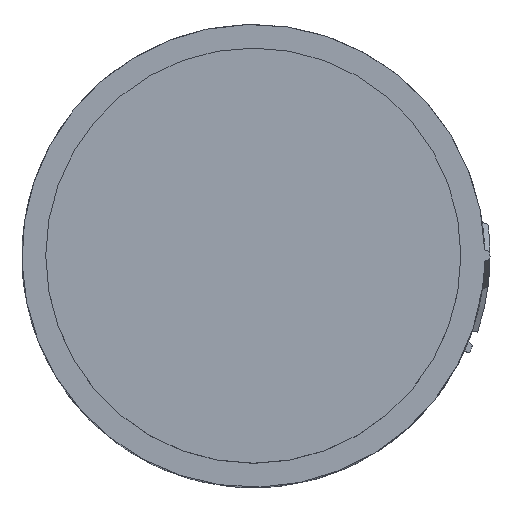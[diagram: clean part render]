
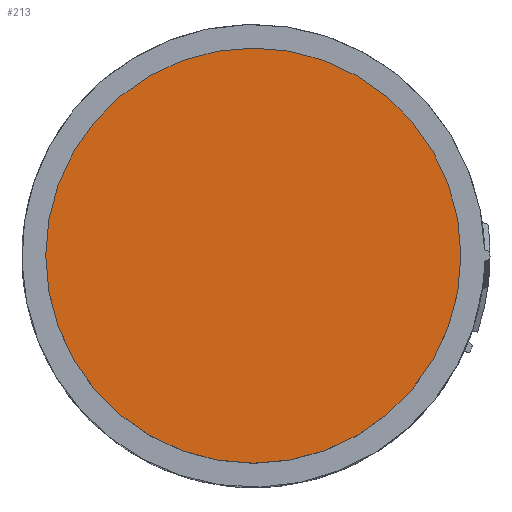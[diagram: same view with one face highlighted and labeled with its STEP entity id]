
A CAD part, top view. The second image highlights one B-rep face of the part: STEP entity #213.
In plain terms, the highlighted planar face has unit normal (0, 0, 1).
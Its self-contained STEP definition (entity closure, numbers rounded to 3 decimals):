
#185=PLANE('',#496);
#197=FACE_OUTER_BOUND('',#254,.T.);
#213=ADVANCED_FACE('',(#197),#185,.T.);
#254=EDGE_LOOP('',(#310));
#283=CIRCLE('',#493,31.4);
#310=ORIENTED_EDGE('',*,*,#419,.T.);
#390=VERTEX_POINT('',#646);
#419=EDGE_CURVE('',#390,#390,#283,.T.);
#493=AXIS2_PLACEMENT_3D('',#645,#542,#543);
#496=AXIS2_PLACEMENT_3D('',#650,#548,#549);
#542=DIRECTION('',(0.,0.,1.));
#543=DIRECTION('',(-1.,0.,0.));
#548=DIRECTION('',(0.,0.,1.));
#549=DIRECTION('',(-0.995,0.104,0.));
#645=CARTESIAN_POINT('',(0.,0.,70.096));
#646=CARTESIAN_POINT('',(-31.4,0.,70.096));
#650=CARTESIAN_POINT('',(-3.255,-31.231,70.096));
